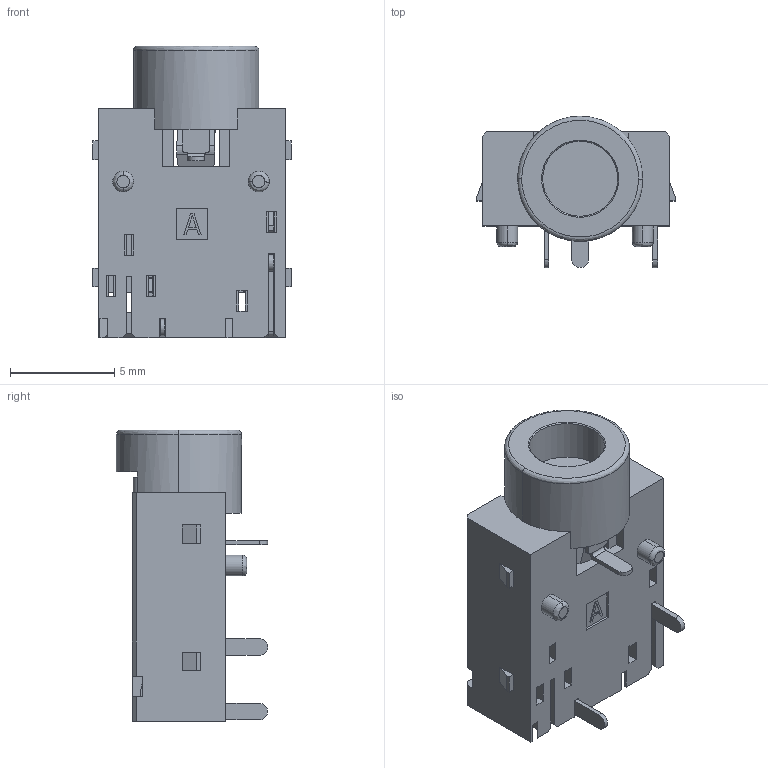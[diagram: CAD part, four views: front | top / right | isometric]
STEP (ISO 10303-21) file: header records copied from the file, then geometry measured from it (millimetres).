
FILE_DESCRIPTION (( 'STEP AP214' ), '1' );
FILE_NAME ('SJ3-35063A.STEP', '2024-12-04T14:53:56', ( '' ), ( '' ), 'SwSTEP 2.0', 'SolidWorks 2023', '' );
FILE_SCHEMA (( 'AUTOMOTIVE_DESIGN' ));
Length unit declared in the file: millimetre
Products named in the file (1): SJ3-35063A
Bounding box: 9.5 x 7.25 x 14 mm (x, y, z)
Surface area: 1094.8 mm2 (no closed solid volume)
Topology: 0 solids, 5 shells, 493 faces, 1391 edges, 897 vertices
Faces by surface type: plane 376, cylinder 97, bspline 14, cone 6
Entity records: 21512 total; most frequent: CARTESIAN_POINT 3400, ORIENTED_EDGE 2764, DIRECTION 2506, EDGE_CURVE 1387, LINE 1118, VECTOR 1118, VERTEX_POINT 895, AXIS2_PLACEMENT_3D 694
